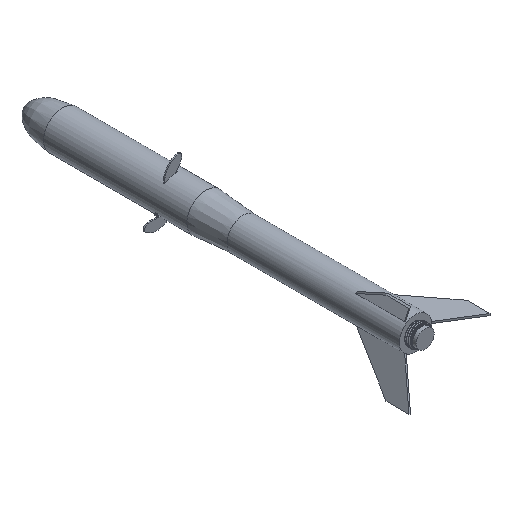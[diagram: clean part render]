
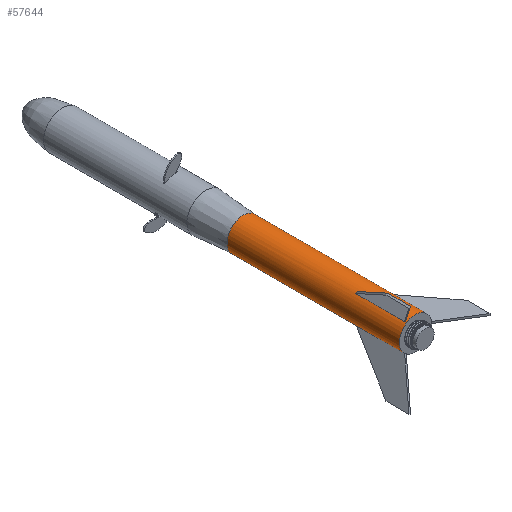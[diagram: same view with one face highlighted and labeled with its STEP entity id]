
A CAD part, isometric view. The second image highlights one B-rep face of the part: STEP entity #57644.
In plain terms, the highlighted cylindrical face has radius 28.15 mm (diameter 56.3 mm), a full revolution.
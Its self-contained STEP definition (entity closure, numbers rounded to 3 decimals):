
#15=ELLIPSE('',#61870,33.053,28.15);
#16=ELLIPSE('',#61880,33.053,28.15);
#17=ELLIPSE('',#61890,33.053,28.15);
#18=ELLIPSE('',#61891,33.053,28.15);
#24=FACE_BOUND('',#25976,.T.);
#25=FACE_BOUND('',#25977,.T.);
#60=CYLINDRICAL_SURFACE('',#61899,28.15);
#6771=LINE('',#90851,#13527);
#6784=LINE('',#90882,#13540);
#6785=LINE('',#90886,#13541);
#6798=LINE('',#90917,#13554);
#6799=LINE('',#90921,#13555);
#6812=LINE('',#90954,#13568);
#6815=LINE('',#90967,#13571);
#6816=LINE('',#90969,#13572);
#13527=VECTOR('',#77002,10.);
#13540=VECTOR('',#77033,10.);
#13541=VECTOR('',#77036,10.);
#13554=VECTOR('',#77067,10.);
#13555=VECTOR('',#77070,10.);
#13568=VECTOR('',#77103,10.);
#13571=VECTOR('',#77120,28.15);
#13572=VECTOR('',#77121,28.15);
#21825=FACE_OUTER_BOUND('',#25975,.T.);
#25975=EDGE_LOOP('',(#48931,#48932,#48933,#48934,#48935,#48936,#48937,#48938,
#48939,#48940,#48941,#48942,#48943));
#25976=EDGE_LOOP('',(#48944,#48945,#48946,#48947,#48948));
#25977=EDGE_LOOP('',(#48949,#48950,#48951,#48952,#48953));
#26058=CIRCLE('',#61864,28.15);
#26059=CIRCLE('',#61866,28.15);
#26060=CIRCLE('',#61874,28.15);
#26061=CIRCLE('',#61876,28.15);
#26062=CIRCLE('',#61884,28.15);
#26063=CIRCLE('',#61886,28.15);
#26065=CIRCLE('',#61897,28.15);
#26066=CIRCLE('',#61898,28.15);
#26067=CIRCLE('',#61900,28.15);
#28751=VERTEX_POINT('',#90849);
#28752=VERTEX_POINT('',#90850);
#28756=VERTEX_POINT('',#90860);
#28757=VERTEX_POINT('',#90861);
#28761=VERTEX_POINT('',#90878);
#28762=VERTEX_POINT('',#90884);
#28763=VERTEX_POINT('',#90885);
#28767=VERTEX_POINT('',#90895);
#28768=VERTEX_POINT('',#90896);
#28772=VERTEX_POINT('',#90913);
#28773=VERTEX_POINT('',#90919);
#28774=VERTEX_POINT('',#90920);
#28778=VERTEX_POINT('',#90930);
#28779=VERTEX_POINT('',#90931);
#28783=VERTEX_POINT('',#90948);
#28784=VERTEX_POINT('',#90950);
#28786=VERTEX_POINT('',#90961);
#28787=VERTEX_POINT('',#90962);
#28788=VERTEX_POINT('',#90968);
#35584=EDGE_CURVE('',#28751,#28752,#6771,.T.);
#35589=EDGE_CURVE('',#28756,#28757,#26058,.T.);
#35592=EDGE_CURVE('',#28757,#28751,#26059,.T.);
#35598=EDGE_CURVE('',#28752,#28761,#15,.T.);
#35600=EDGE_CURVE('',#28761,#28756,#6784,.T.);
#35601=EDGE_CURVE('',#28762,#28763,#6785,.T.);
#35606=EDGE_CURVE('',#28767,#28768,#26060,.T.);
#35609=EDGE_CURVE('',#28768,#28762,#26061,.T.);
#35615=EDGE_CURVE('',#28763,#28772,#16,.T.);
#35617=EDGE_CURVE('',#28772,#28767,#6798,.T.);
#35618=EDGE_CURVE('',#28773,#28774,#6799,.T.);
#35623=EDGE_CURVE('',#28778,#28779,#26062,.T.);
#35626=EDGE_CURVE('',#28779,#28773,#26063,.T.);
#35632=EDGE_CURVE('',#28774,#28783,#17,.T.);
#35634=EDGE_CURVE('',#28783,#28784,#18,.T.);
#35635=EDGE_CURVE('',#28784,#28778,#6812,.T.);
#35638=EDGE_CURVE('',#28786,#28787,#26065,.T.);
#35639=EDGE_CURVE('',#28787,#28786,#26066,.T.);
#35641=EDGE_CURVE('',#28787,#28779,#6815,.T.);
#35642=EDGE_CURVE('',#28783,#28788,#6816,.T.);
#35643=EDGE_CURVE('',#28788,#28788,#26067,.T.);
#48931=ORIENTED_EDGE('',*,*,#35638,.F.);
#48932=ORIENTED_EDGE('',*,*,#35639,.F.);
#48933=ORIENTED_EDGE('',*,*,#35641,.T.);
#48934=ORIENTED_EDGE('',*,*,#35626,.T.);
#48935=ORIENTED_EDGE('',*,*,#35618,.T.);
#48936=ORIENTED_EDGE('',*,*,#35632,.T.);
#48937=ORIENTED_EDGE('',*,*,#35642,.T.);
#48938=ORIENTED_EDGE('',*,*,#35643,.F.);
#48939=ORIENTED_EDGE('',*,*,#35642,.F.);
#48940=ORIENTED_EDGE('',*,*,#35634,.T.);
#48941=ORIENTED_EDGE('',*,*,#35635,.T.);
#48942=ORIENTED_EDGE('',*,*,#35623,.T.);
#48943=ORIENTED_EDGE('',*,*,#35641,.F.);
#48944=ORIENTED_EDGE('',*,*,#35589,.T.);
#48945=ORIENTED_EDGE('',*,*,#35592,.T.);
#48946=ORIENTED_EDGE('',*,*,#35584,.T.);
#48947=ORIENTED_EDGE('',*,*,#35598,.T.);
#48948=ORIENTED_EDGE('',*,*,#35600,.T.);
#48949=ORIENTED_EDGE('',*,*,#35606,.T.);
#48950=ORIENTED_EDGE('',*,*,#35609,.T.);
#48951=ORIENTED_EDGE('',*,*,#35601,.T.);
#48952=ORIENTED_EDGE('',*,*,#35615,.T.);
#48953=ORIENTED_EDGE('',*,*,#35617,.T.);
#57644=ADVANCED_FACE('',(#21825,#24,#25),#60,.T.);
#61864=AXIS2_PLACEMENT_3D('',#90862,#77009,#77010);
#61866=AXIS2_PLACEMENT_3D('',#90867,#77015,#77016);
#61870=AXIS2_PLACEMENT_3D('',#90879,#77028,#77029);
#61874=AXIS2_PLACEMENT_3D('',#90897,#77043,#77044);
#61876=AXIS2_PLACEMENT_3D('',#90902,#77049,#77050);
#61880=AXIS2_PLACEMENT_3D('',#90914,#77062,#77063);
#61884=AXIS2_PLACEMENT_3D('',#90932,#77077,#77078);
#61886=AXIS2_PLACEMENT_3D('',#90937,#77083,#77084);
#61890=AXIS2_PLACEMENT_3D('',#90949,#77096,#77097);
#61891=AXIS2_PLACEMENT_3D('',#90952,#77099,#77100);
#61897=AXIS2_PLACEMENT_3D('',#90963,#77113,#77114);
#61898=AXIS2_PLACEMENT_3D('',#90964,#77115,#77116);
#61899=AXIS2_PLACEMENT_3D('',#90966,#77118,#77119);
#61900=AXIS2_PLACEMENT_3D('',#90970,#77122,#77123);
#77002=DIRECTION('',(0.,-1.,0.));
#77009=DIRECTION('center_axis',(0.,1.,0.));
#77010=DIRECTION('ref_axis',(-1.,0.,0.));
#77015=DIRECTION('center_axis',(0.,1.,0.));
#77016=DIRECTION('ref_axis',(-1.,0.,0.));
#77028=DIRECTION('center_axis',(0.262,-0.852,-0.454));
#77029=DIRECTION('ref_axis',(-0.426,-0.524,0.738));
#77033=DIRECTION('',(0.,1.,0.));
#77036=DIRECTION('',(0.,-1.,0.));
#77043=DIRECTION('center_axis',(0.,1.,0.));
#77044=DIRECTION('ref_axis',(-1.,0.,0.));
#77049=DIRECTION('center_axis',(0.,1.,0.));
#77050=DIRECTION('ref_axis',(-1.,0.,0.));
#77062=DIRECTION('center_axis',(0.262,-0.852,0.454));
#77063=DIRECTION('ref_axis',(-0.426,-0.524,-0.738));
#77067=DIRECTION('',(0.,1.,0.));
#77070=DIRECTION('',(0.,-1.,0.));
#77077=DIRECTION('center_axis',(0.,1.,0.));
#77078=DIRECTION('ref_axis',(-1.,0.,0.));
#77083=DIRECTION('center_axis',(0.,1.,0.));
#77084=DIRECTION('ref_axis',(-1.,0.,0.));
#77096=DIRECTION('center_axis',(-0.524,-0.852,0.));
#77097=DIRECTION('ref_axis',(-0.852,0.524,0.));
#77099=DIRECTION('center_axis',(-0.524,-0.852,0.));
#77100=DIRECTION('ref_axis',(-0.852,0.524,0.));
#77103=DIRECTION('',(0.,1.,0.));
#77113=DIRECTION('center_axis',(0.,1.,0.));
#77114=DIRECTION('ref_axis',(-1.,0.,0.));
#77115=DIRECTION('center_axis',(0.,1.,0.));
#77116=DIRECTION('ref_axis',(-1.,0.,0.));
#77118=DIRECTION('center_axis',(0.,1.,0.));
#77119=DIRECTION('ref_axis',(-1.,0.,0.));
#77120=DIRECTION('',(0.,-1.,0.));
#77121=DIRECTION('',(0.,-1.,0.));
#77122=DIRECTION('center_axis',(0.,-1.,0.));
#77123=DIRECTION('ref_axis',(-1.,0.,0.));
#90849=CARTESIAN_POINT('',(-24.931,-61.128,25.139));
#90850=CARTESIAN_POINT('',(-24.931,-146.1,25.139));
#90851=CARTESIAN_POINT('',(-24.931,0.472,25.139));
#90860=CARTESIAN_POINT('',(-27.702,-61.128,23.539));
#90861=CARTESIAN_POINT('',(-26.339,-61.128,24.379));
#90862=CARTESIAN_POINT('Origin',(-12.264,-61.128,0.));
#90867=CARTESIAN_POINT('Origin',(-12.264,-61.128,0.));
#90878=CARTESIAN_POINT('',(-27.702,-146.1,23.539));
#90879=CARTESIAN_POINT('Origin',(-12.264,-128.805,0.));
#90882=CARTESIAN_POINT('',(-27.702,0.472,23.539));
#90884=CARTESIAN_POINT('',(-27.702,-61.128,-23.539));
#90885=CARTESIAN_POINT('',(-27.702,-146.1,-23.539));
#90886=CARTESIAN_POINT('',(-27.702,0.472,-23.539));
#90895=CARTESIAN_POINT('',(-24.931,-61.128,-25.139));
#90896=CARTESIAN_POINT('',(-26.339,-61.128,-24.379));
#90897=CARTESIAN_POINT('Origin',(-12.264,-61.128,0.));
#90902=CARTESIAN_POINT('Origin',(-12.264,-61.128,0.));
#90913=CARTESIAN_POINT('',(-24.931,-146.1,-25.139));
#90914=CARTESIAN_POINT('Origin',(-12.264,-128.805,0.));
#90917=CARTESIAN_POINT('',(-24.931,0.472,-25.139));
#90919=CARTESIAN_POINT('',(15.84,-61.128,-1.6));
#90920=CARTESIAN_POINT('',(15.84,-146.1,-1.6));
#90921=CARTESIAN_POINT('',(15.84,0.472,-1.6));
#90930=CARTESIAN_POINT('',(15.84,-61.128,1.6));
#90931=CARTESIAN_POINT('',(15.886,-61.128,0.));
#90932=CARTESIAN_POINT('Origin',(-12.264,-61.128,0.));
#90937=CARTESIAN_POINT('Origin',(-12.264,-61.128,0.));
#90948=CARTESIAN_POINT('',(15.886,-146.128,0.));
#90949=CARTESIAN_POINT('Origin',(-12.264,-128.805,0.));
#90950=CARTESIAN_POINT('',(15.84,-146.1,1.6));
#90952=CARTESIAN_POINT('Origin',(-12.264,-128.805,0.));
#90954=CARTESIAN_POINT('',(15.84,0.472,1.6));
#90961=CARTESIAN_POINT('',(2.256,150.472,24.116));
#90962=CARTESIAN_POINT('',(15.886,150.472,0.));
#90963=CARTESIAN_POINT('Origin',(-12.264,150.472,0.));
#90964=CARTESIAN_POINT('Origin',(-12.264,150.472,0.));
#90966=CARTESIAN_POINT('Origin',(-12.264,0.472,0.));
#90967=CARTESIAN_POINT('',(15.886,0.472,0.));
#90968=CARTESIAN_POINT('',(15.886,-149.528,0.));
#90969=CARTESIAN_POINT('',(15.886,0.472,0.));
#90970=CARTESIAN_POINT('Origin',(-12.264,-149.528,0.));
